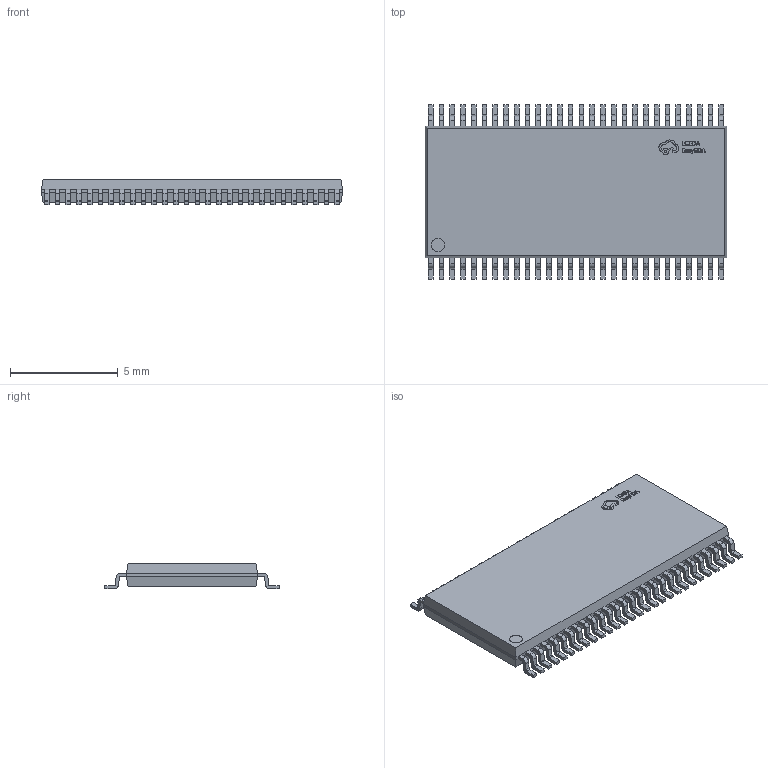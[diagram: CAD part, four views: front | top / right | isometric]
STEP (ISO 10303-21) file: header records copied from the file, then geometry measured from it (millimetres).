
FILE_DESCRIPTION (( 'STEP AP214' ), '1' );
FILE_NAME ('HTSSOP-56_L14.0-W6.0-P0.50-LS8.1-BL-EP.step', '2022-07-26T09:53:58', ( '' ), ( '' ), 'SwSTEP 2.0', 'SolidWorks 2020', '' );
FILE_SCHEMA (( 'AUTOMOTIVE_DESIGN' ));
Length unit declared in the file: millimetre
Products named in the file (1): HTSSOP-56_L14.0-W6.0-P0.50-LS8.1-BL-EP
Bounding box: 14 x 8.1 x 1.2 mm (x, y, z)
Volume: 95 mm3; surface area: 269.3 mm2
Topology: 14 solids, 14 shells, 1091 faces, 2933 edges, 1878 vertices
Faces by surface type: plane 753, cylinder 226, bspline 112
Entity records: 46404 total; most frequent: CARTESIAN_POINT 8007, ORIENTED_EDGE 5866, DIRECTION 5117, EDGE_CURVE 2933, LINE 2253, VECTOR 2253, VERTEX_POINT 1878, AXIS2_PLACEMENT_3D 1432
